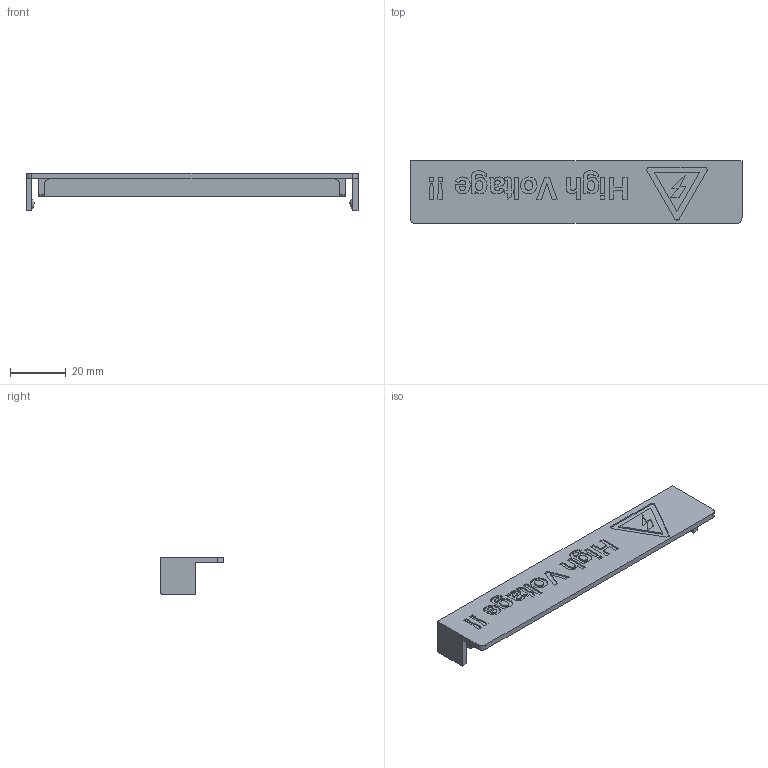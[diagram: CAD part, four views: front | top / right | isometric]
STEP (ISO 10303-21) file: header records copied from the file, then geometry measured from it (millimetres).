
FILE_DESCRIPTION(/* description */ (''),/* implementation_level */ '2;1');
FILE_NAME(/* name */ '02_54__XP__Cover_PSU_Terminals___V1.0.step',/* time_stamp */ '2025-04-03T11:23:30+02:00',/* author */ (''),/* organization */ (''),/* preprocessor_version */ 'ST-DEVELOPER v20.1',/* originating_system */ 'Autodesk Translation Framework v14.4.0.0',/* authorisation */ '');
FILE_SCHEMA (('AUTOMOTIVE_DESIGN { 1 0 10303 214 3 1 1 }'));
Length unit declared in the file: millimetre
Products named in the file (1): 02_54__XP__Cover_PSU_Terminals___V1.0
Bounding box: 119 x 22.5 x 13.5 mm (x, y, z)
Volume: 7460.3 mm3; surface area: 8559.9 mm2
Topology: 1 solids, 1 shells, 298 faces, 816 edges, 544 vertices
Faces by surface type: plane 146, bspline 142, cylinder 8, sphere 2
Entity records: 10661 total; most frequent: CARTESIAN_POINT 4043, ORIENTED_EDGE 1628, DIRECTION 864, EDGE_CURVE 814, VERTEX_POINT 544, LINE 510, VECTOR 510, EDGE_LOOP 324
